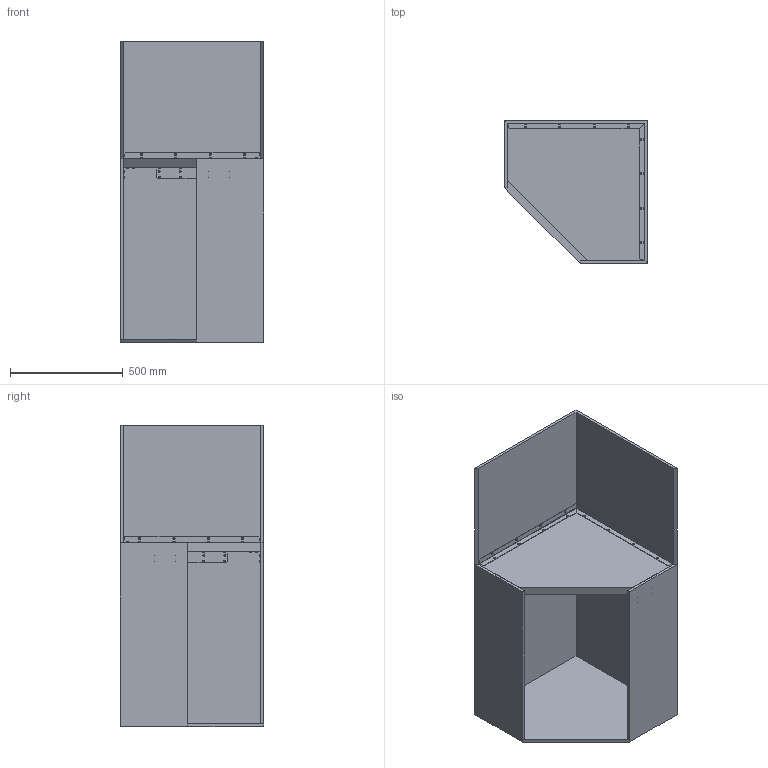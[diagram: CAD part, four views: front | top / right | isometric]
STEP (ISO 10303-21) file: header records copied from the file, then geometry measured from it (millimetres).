
FILE_DESCRIPTION (( 'STEP AP214' ), '1' );
FILE_NAME ('WCP-1156.STEP', '2023-07-18T22:01:42', ( '' ), ( '' ), 'SwSTEP 2.0', 'SolidWorks 2022', '' );
FILE_SCHEMA (( 'AUTOMOTIVE_DESIGN' ));
Length unit declared in the file: inch
Products named in the file (8): Corner Case; corner trim left; Part 5; WCP-1156; corner trim right; Screws for Particleboard and Fiberboard; large corner bracket; small corner bracket
Assembly tree (72 placements, depth 2):
  WCP-1156
    Screws for Particleboard and Fiberboard  x64
    Part 5
    small corner bracket  x2
    corner trim right
    Corner Case
    corner trim left
    large corner bracket  x2
Bounding box: 635 x 635 x 1336.67 mm (x, y, z)
Volume: 43335085.5 mm3; surface area: 6012499.5 mm2
Topology: 8 solids, 72 shells, 4015 faces, 10831 edges, 6768 vertices
Faces by surface type: plane 1507, cylinder 972, cone 896, bspline 320, torus 256, sphere 64
Entity records: 11298 total; most frequent: CARTESIAN_POINT 2584, DIRECTION 1356, ORIENTED_EDGE 1181, EDGE_CURVE 592, AXIS2_PLACEMENT_3D 517, VERTEX_POINT 385, VECTOR 322, LINE 322
